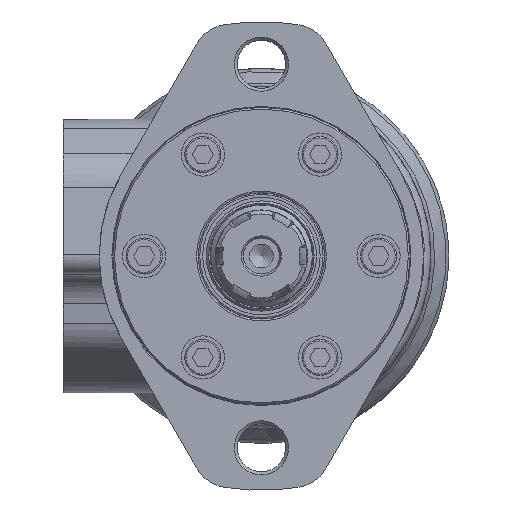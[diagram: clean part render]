
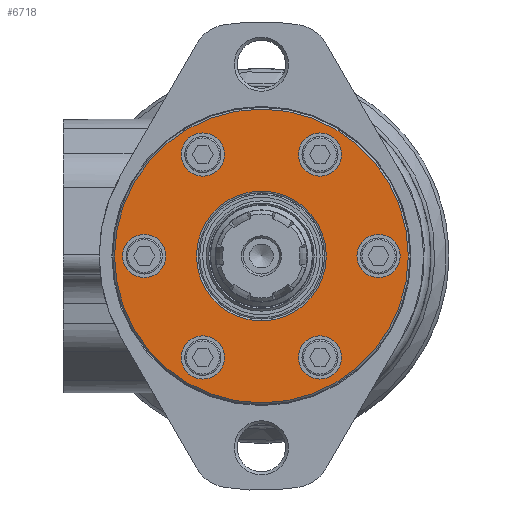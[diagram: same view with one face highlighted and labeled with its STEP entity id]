
A CAD part, left-side view. The second image highlights one B-rep face of the part: STEP entity #6718.
In plain terms, the highlighted planar face has unit normal (-1, 0, 0).
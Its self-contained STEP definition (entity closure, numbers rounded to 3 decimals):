
#178=FACE_BOUND('',#1158,.T.);
#179=FACE_BOUND('',#1159,.T.);
#180=FACE_BOUND('',#1160,.T.);
#181=FACE_BOUND('',#1161,.T.);
#182=FACE_BOUND('',#1162,.T.);
#183=FACE_BOUND('',#1163,.T.);
#184=FACE_BOUND('',#1164,.T.);
#292=PLANE('',#7511);
#713=FACE_OUTER_BOUND('',#1157,.T.);
#1157=EDGE_LOOP('',(#5310));
#1158=EDGE_LOOP('',(#5311));
#1159=EDGE_LOOP('',(#5312));
#1160=EDGE_LOOP('',(#5313));
#1161=EDGE_LOOP('',(#5314));
#1162=EDGE_LOOP('',(#5315));
#1163=EDGE_LOOP('',(#5316));
#1164=EDGE_LOOP('',(#5317));
#1654=CIRCLE('',#7512,40.75);
#1655=CIRCLE('',#7513,6.);
#1656=CIRCLE('',#7514,6.);
#1657=CIRCLE('',#7515,6.);
#1658=CIRCLE('',#7516,6.);
#1659=CIRCLE('',#7517,6.);
#1660=CIRCLE('',#7518,6.);
#1661=CIRCLE('',#7519,18.);
#3113=VERTEX_POINT('',#11613);
#3114=VERTEX_POINT('',#11615);
#3115=VERTEX_POINT('',#11617);
#3116=VERTEX_POINT('',#11619);
#3117=VERTEX_POINT('',#11621);
#3118=VERTEX_POINT('',#11623);
#3119=VERTEX_POINT('',#11625);
#3120=VERTEX_POINT('',#11627);
#3888=EDGE_CURVE('',#3113,#3113,#1654,.T.);
#3889=EDGE_CURVE('',#3114,#3114,#1655,.F.);
#3890=EDGE_CURVE('',#3115,#3115,#1656,.T.);
#3891=EDGE_CURVE('',#3116,#3116,#1657,.T.);
#3892=EDGE_CURVE('',#3117,#3117,#1658,.T.);
#3893=EDGE_CURVE('',#3118,#3118,#1659,.T.);
#3894=EDGE_CURVE('',#3119,#3119,#1660,.T.);
#3895=EDGE_CURVE('',#3120,#3120,#1661,.T.);
#5310=ORIENTED_EDGE('',*,*,#3888,.F.);
#5311=ORIENTED_EDGE('',*,*,#3889,.F.);
#5312=ORIENTED_EDGE('',*,*,#3890,.T.);
#5313=ORIENTED_EDGE('',*,*,#3891,.T.);
#5314=ORIENTED_EDGE('',*,*,#3892,.T.);
#5315=ORIENTED_EDGE('',*,*,#3893,.T.);
#5316=ORIENTED_EDGE('',*,*,#3894,.T.);
#5317=ORIENTED_EDGE('',*,*,#3895,.T.);
#6718=ADVANCED_FACE('',(#713,#178,#179,#180,#181,#182,#183,#184),#292,.F.);
#7511=AXIS2_PLACEMENT_3D('',#11612,#8821,#8822);
#7512=AXIS2_PLACEMENT_3D('',#11614,#8823,#8824);
#7513=AXIS2_PLACEMENT_3D('',#11616,#8825,#8826);
#7514=AXIS2_PLACEMENT_3D('',#11618,#8827,#8828);
#7515=AXIS2_PLACEMENT_3D('',#11620,#8829,#8830);
#7516=AXIS2_PLACEMENT_3D('',#11622,#8831,#8832);
#7517=AXIS2_PLACEMENT_3D('',#11624,#8833,#8834);
#7518=AXIS2_PLACEMENT_3D('',#11626,#8835,#8836);
#7519=AXIS2_PLACEMENT_3D('',#11628,#8837,#8838);
#8821=DIRECTION('center_axis',(1.,0.,0.));
#8822=DIRECTION('ref_axis',(0.,0.,-1.));
#8823=DIRECTION('center_axis',(1.,0.,0.));
#8824=DIRECTION('ref_axis',(0.,0.,-1.));
#8825=DIRECTION('center_axis',(1.,0.,0.));
#8826=DIRECTION('ref_axis',(0.,0.,-1.));
#8827=DIRECTION('center_axis',(1.,0.,0.));
#8828=DIRECTION('ref_axis',(0.,0.,-1.));
#8829=DIRECTION('center_axis',(1.,0.,0.));
#8830=DIRECTION('ref_axis',(0.,0.,-1.));
#8831=DIRECTION('center_axis',(1.,0.,0.));
#8832=DIRECTION('ref_axis',(0.,0.,-1.));
#8833=DIRECTION('center_axis',(1.,0.,0.));
#8834=DIRECTION('ref_axis',(0.,0.,-1.));
#8835=DIRECTION('center_axis',(1.,0.,0.));
#8836=DIRECTION('ref_axis',(0.,0.,-1.));
#8837=DIRECTION('center_axis',(1.,0.,0.));
#8838=DIRECTION('ref_axis',(0.,0.,-1.));
#11612=CARTESIAN_POINT('Origin',(0.,0.,0.));
#11613=CARTESIAN_POINT('',(0.,0.,
40.75));
#11614=CARTESIAN_POINT('Origin',(0.,0.,0.));
#11615=CARTESIAN_POINT('',(0.,32.5,6.));
#11616=CARTESIAN_POINT('Origin',(0.,32.5,0.));
#11617=CARTESIAN_POINT('',(0.,16.25,-22.146));
#11618=CARTESIAN_POINT('Origin',(0.,16.25,-28.146));
#11619=CARTESIAN_POINT('',(0.,-16.25,-22.146));
#11620=CARTESIAN_POINT('Origin',(0.,-16.25,-28.146));
#11621=CARTESIAN_POINT('',(0.,-32.5,6.));
#11622=CARTESIAN_POINT('Origin',(0.,-32.5,0.));
#11623=CARTESIAN_POINT('',(0.,-16.25,34.146));
#11624=CARTESIAN_POINT('Origin',(0.,-16.25,28.146));
#11625=CARTESIAN_POINT('',(0.,16.25,34.146));
#11626=CARTESIAN_POINT('Origin',(0.,16.25,28.146));
#11627=CARTESIAN_POINT('',(0.,0.,18.));
#11628=CARTESIAN_POINT('Origin',(0.,0.,0.));
